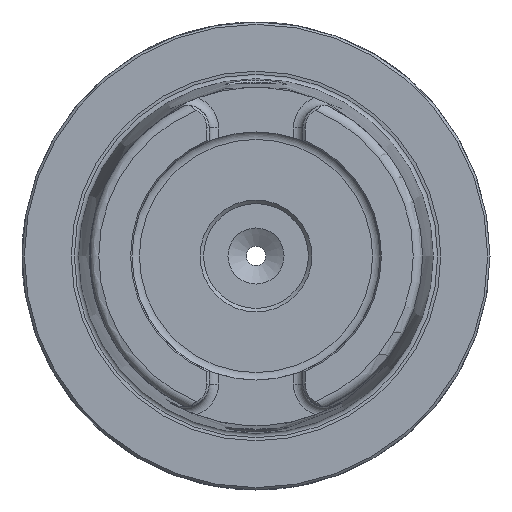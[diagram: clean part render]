
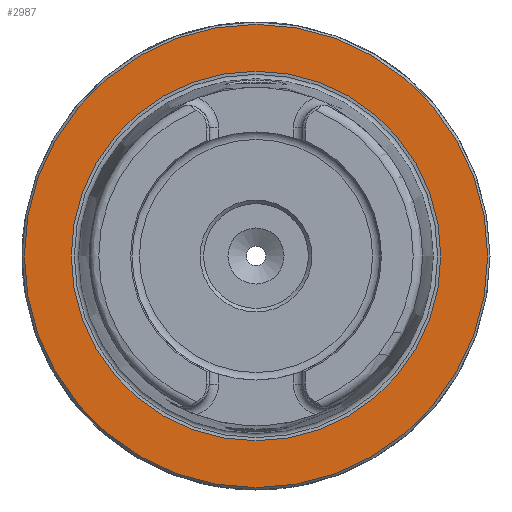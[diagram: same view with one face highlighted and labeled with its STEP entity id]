
A CAD part, left-side view. The second image highlights one B-rep face of the part: STEP entity #2987.
In plain terms, the highlighted planar face has unit normal (-1, 0, 0).
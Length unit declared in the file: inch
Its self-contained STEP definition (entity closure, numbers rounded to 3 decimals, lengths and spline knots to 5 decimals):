
#128=FACE_BOUND('',#516,.T.);
#240=PLANE('',#3238);
#347=FACE_OUTER_BOUND('',#515,.T.);
#515=EDGE_LOOP('',(#2323));
#516=EDGE_LOOP('',(#2324,#2325));
#985=CIRCLE('',#3237,1.94882);
#986=CIRCLE('',#3239,1.55442);
#987=CIRCLE('',#3240,1.55442);
#1286=VERTEX_POINT('',#6219);
#1287=VERTEX_POINT('',#6223);
#1288=VERTEX_POINT('',#6224);
#1664=EDGE_CURVE('',#1286,#1286,#985,.T.);
#1665=EDGE_CURVE('',#1287,#1288,#986,.T.);
#1666=EDGE_CURVE('',#1288,#1287,#987,.T.);
#2323=ORIENTED_EDGE('',*,*,#1664,.F.);
#2324=ORIENTED_EDGE('',*,*,#1665,.T.);
#2325=ORIENTED_EDGE('',*,*,#1666,.T.);
#2987=ADVANCED_FACE('',(#347,#128),#240,.T.);
#3237=AXIS2_PLACEMENT_3D('',#6221,#3817,#3818);
#3238=AXIS2_PLACEMENT_3D('',#6222,#3819,#3820);
#3239=AXIS2_PLACEMENT_3D('',#6225,#3821,#3822);
#3240=AXIS2_PLACEMENT_3D('',#6226,#3823,#3824);
#3817=DIRECTION('center_axis',(1.,0.,0.));
#3818=DIRECTION('ref_axis',(0.,-1.,0.));
#3819=DIRECTION('center_axis',(-1.,0.,0.));
#3820=DIRECTION('ref_axis',(0.,0.,1.));
#3821=DIRECTION('center_axis',(1.,0.,0.));
#3822=DIRECTION('ref_axis',(0.,1.,0.));
#3823=DIRECTION('center_axis',(1.,0.,0.));
#3824=DIRECTION('ref_axis',(0.,1.,0.));
#6219=CARTESIAN_POINT('',(0.,1.94882,0.));
#6221=CARTESIAN_POINT('Origin',(0.,0.,0.));
#6222=CARTESIAN_POINT('Origin',(0.,0.98425,0.));
#6223=CARTESIAN_POINT('',(0.,1.55442,0.));
#6224=CARTESIAN_POINT('',(0.,-1.55442,0.));
#6225=CARTESIAN_POINT('Origin',(0.,0.,0.));
#6226=CARTESIAN_POINT('Origin',(0.,0.,0.));
